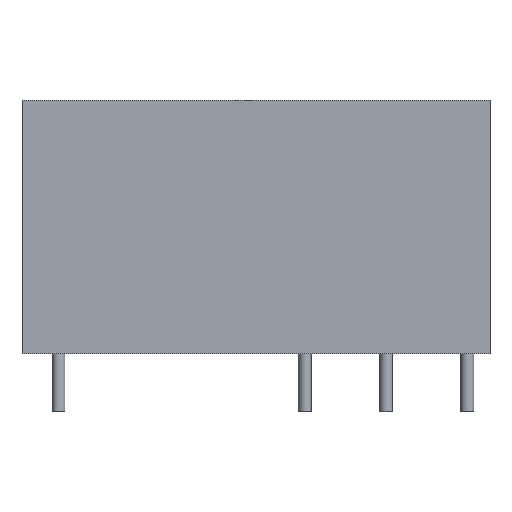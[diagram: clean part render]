
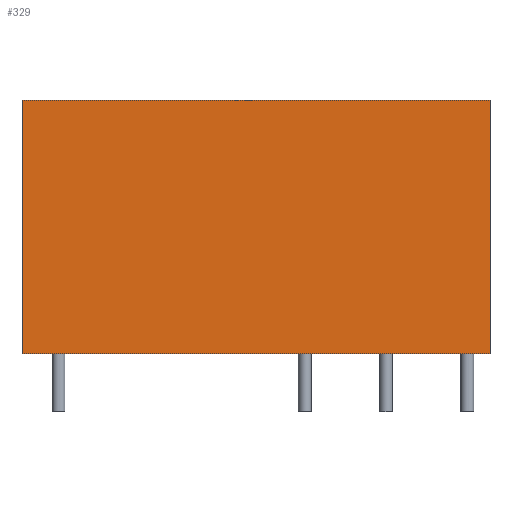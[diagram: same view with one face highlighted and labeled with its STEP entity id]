
A CAD part, front view. The second image highlights one B-rep face of the part: STEP entity #329.
In plain terms, the highlighted planar face has unit normal (0, -1, 0).
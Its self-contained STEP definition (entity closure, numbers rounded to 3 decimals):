
#36=PLANE('',#385);
#60=FACE_OUTER_BOUND('',#84,.T.);
#84=EDGE_LOOP('',(#278,#279,#280,#281));
#106=LINE('',#564,#127);
#114=LINE('',#579,#135);
#115=LINE('',#581,#136);
#116=LINE('',#582,#137);
#127=VECTOR('',#474,10.);
#135=VECTOR('',#486,10.);
#136=VECTOR('',#489,10.);
#137=VECTOR('',#490,10.);
#174=VERTEX_POINT('',#560);
#176=VERTEX_POINT('',#563);
#180=VERTEX_POINT('',#575);
#181=VERTEX_POINT('',#577);
#210=EDGE_CURVE('',#174,#176,#106,.T.);
#218=EDGE_CURVE('',#180,#181,#114,.T.);
#219=EDGE_CURVE('',#180,#174,#115,.T.);
#220=EDGE_CURVE('',#176,#181,#116,.T.);
#278=ORIENTED_EDGE('',*,*,#219,.F.);
#279=ORIENTED_EDGE('',*,*,#218,.T.);
#280=ORIENTED_EDGE('',*,*,#220,.F.);
#281=ORIENTED_EDGE('',*,*,#210,.F.);
#329=ADVANCED_FACE('',(#60),#36,.T.);
#385=AXIS2_PLACEMENT_3D('',#580,#487,#488);
#474=DIRECTION('',(0.,0.,1.));
#486=DIRECTION('',(0.,0.,1.));
#487=DIRECTION('center_axis',(0.,-1.,0.));
#488=DIRECTION('ref_axis',(1.,0.,0.));
#489=DIRECTION('',(-1.,0.,0.));
#490=DIRECTION('',(1.,0.,0.));
#560=CARTESIAN_POINT('',(-2.26,-2.6,0.));
#563=CARTESIAN_POINT('',(-2.26,-2.6,15.7));
#564=CARTESIAN_POINT('',(-2.26,-2.6,0.));
#575=CARTESIAN_POINT('',(26.74,-2.6,0.));
#577=CARTESIAN_POINT('',(26.74,-2.6,15.7));
#579=CARTESIAN_POINT('',(26.74,-2.6,0.));
#580=CARTESIAN_POINT('Origin',(-2.26,-2.6,0.));
#581=CARTESIAN_POINT('',(26.74,-2.6,0.));
#582=CARTESIAN_POINT('',(26.74,-2.6,15.7));
